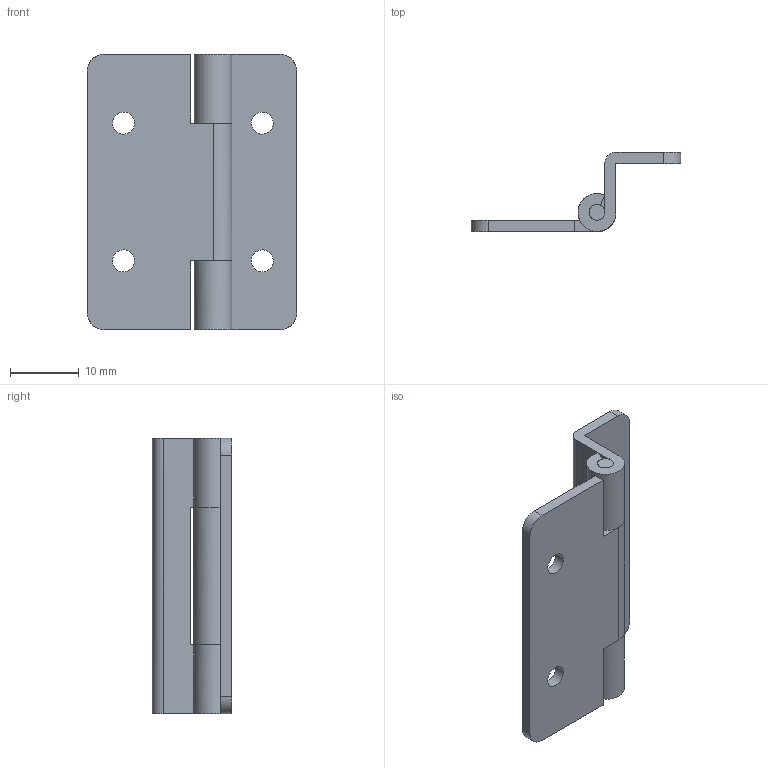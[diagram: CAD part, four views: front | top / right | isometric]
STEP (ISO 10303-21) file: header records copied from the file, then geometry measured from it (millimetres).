
FILE_DESCRIPTION((''),'2;1');
FILE_NAME('','2005-04-20T09:33:28',(''),(''),'','CADfix','');
FILE_SCHEMA(('AUTOMOTIVE_DESIGN'));
Length unit declared in the file: millimetre
Products named in the file (4): shaft; hinge piece_B; hinge piece_A; TH_40_8768_36
Assembly tree (3 placements, depth 2):
  TH_40_8768_36
    shaft
    hinge piece_B
    hinge piece_A
Bounding box: 30.4 x 11.5 x 40 mm (x, y, z)
Volume: 2845.4 mm3; surface area: 4181.7 mm2
Topology: 3 solids, 3 shells, 45 faces, 137 edges, 98 vertices
Faces by surface type: bspline 45
Entity records: 1736 total; most frequent: CARTESIAN_POINT 870, ORIENTED_EDGE 274, EDGE_CURVE 137, VERTEX_POINT 98, QUASI_UNIFORM_CURVE 75, EDGE_LOOP 53, FACE_OUTER_BOUND 45, ADVANCED_FACE 45
